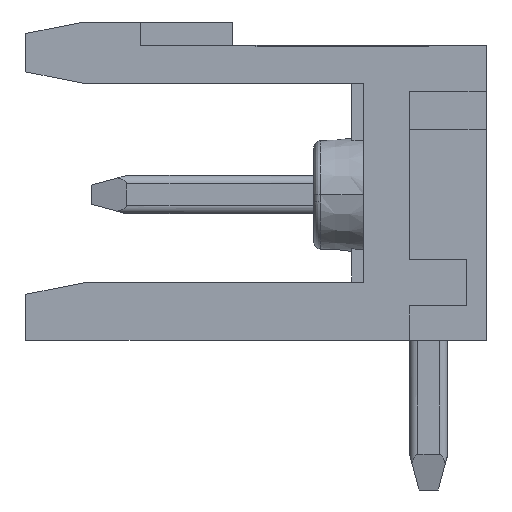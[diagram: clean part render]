
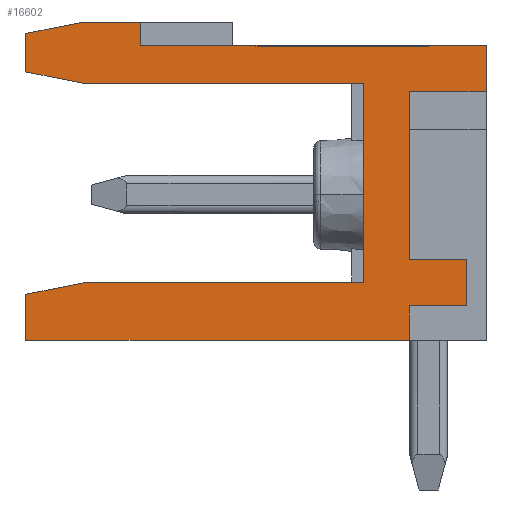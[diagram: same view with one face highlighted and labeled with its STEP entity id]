
A CAD part, left-side view. The second image highlights one B-rep face of the part: STEP entity #16602.
In plain terms, the highlighted planar face has unit normal (-1, 0, 0).
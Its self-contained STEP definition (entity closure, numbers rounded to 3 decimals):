
#2003=CARTESIAN_POINT('',(-47.05,0.,-1.8));
#2004=VERTEX_POINT('',#2003);
#2014=CARTESIAN_POINT('',(-47.05,2.,-1.8));
#2015=VERTEX_POINT('',#2014);
#2016=CARTESIAN_POINT('',(-47.05,0.,-1.8));
#2017=DIRECTION('',(0.,1.,0.));
#2018=VECTOR('',#2017,2.);
#2019=LINE('',#2016,#2018);
#2020=EDGE_CURVE('',#2004,#2015,#2019,.T.);
#4120=CARTESIAN_POINT('',(-47.05,0.5,-7.4));
#4121=VERTEX_POINT('',#4120);
#4131=CARTESIAN_POINT('',(-47.05,2.,-7.4));
#4132=VERTEX_POINT('',#4131);
#4133=CARTESIAN_POINT('',(-47.05,0.5,-7.4));
#4134=DIRECTION('',(0.,1.,0.));
#4135=VECTOR('',#4134,1.5);
#4136=LINE('',#4133,#4135);
#4137=EDGE_CURVE('',#4121,#4132,#4136,.T.);
#4157=CARTESIAN_POINT('',(-47.05,2.,-6.2));
#4158=VERTEX_POINT('',#4157);
#4168=CARTESIAN_POINT('',(-47.05,0.5,-6.2));
#4169=VERTEX_POINT('',#4168);
#4170=CARTESIAN_POINT('',(-47.05,2.,-6.2));
#4171=DIRECTION('',(0.,-1.,0.));
#4172=VECTOR('',#4171,1.5);
#4173=LINE('',#4170,#4172);
#4174=EDGE_CURVE('',#4158,#4169,#4173,.T.);
#4194=CARTESIAN_POINT('',(-47.05,0.5,-6.2));
#4195=DIRECTION('',(0.,0.,-1.));
#4196=VECTOR('',#4195,1.2);
#4197=LINE('',#4194,#4196);
#4198=EDGE_CURVE('',#4169,#4121,#4197,.T.);
#4830=CARTESIAN_POINT('',(-47.05,10.5,-1.6));
#4831=VERTEX_POINT('',#4830);
#4841=CARTESIAN_POINT('',(-47.05,12.,-1.3));
#4842=VERTEX_POINT('',#4841);
#4843=CARTESIAN_POINT('',(-47.05,10.5,-1.6));
#4844=DIRECTION('',(0.,0.981,0.196));
#4845=VECTOR('',#4844,1.53);
#4846=LINE('',#4843,#4845);
#4847=EDGE_CURVE('',#4831,#4842,#4846,.T.);
#4868=CARTESIAN_POINT('',(-47.05,12.,-7.1));
#4869=VERTEX_POINT('',#4868);
#4879=CARTESIAN_POINT('',(-47.05,10.5,-6.8));
#4880=VERTEX_POINT('',#4879);
#4881=CARTESIAN_POINT('',(-47.05,12.,-7.1));
#4882=DIRECTION('',(0.,-0.981,0.196));
#4883=VECTOR('',#4882,1.53);
#4884=LINE('',#4881,#4883);
#4885=EDGE_CURVE('',#4869,#4880,#4884,.T.);
#7163=CARTESIAN_POINT('',(-47.05,3.2,-6.8));
#7164=VERTEX_POINT('',#7163);
#7174=CARTESIAN_POINT('',(-47.05,3.2,-1.6));
#7175=VERTEX_POINT('',#7174);
#7176=CARTESIAN_POINT('',(-47.05,3.2,-6.8));
#7177=DIRECTION('',(0.,0.,1.));
#7178=VECTOR('',#7177,5.2);
#7179=LINE('',#7176,#7178);
#7180=EDGE_CURVE('',#7164,#7175,#7179,.T.);
#7252=CARTESIAN_POINT('',(-47.05,10.5,-6.8));
#7253=DIRECTION('',(0.,-1.,0.));
#7254=VECTOR('',#7253,7.3);
#7255=LINE('',#7252,#7254);
#7256=EDGE_CURVE('',#4880,#7164,#7255,.T.);
#16452=CARTESIAN_POINT('',(-47.05,2.,-8.3));
#16453=VERTEX_POINT('',#16452);
#16454=CARTESIAN_POINT('',(-47.05,2.,-7.4));
#16455=DIRECTION('',(0.,0.,-1.));
#16456=VECTOR('',#16455,0.9);
#16457=LINE('',#16454,#16456);
#16458=EDGE_CURVE('',#4132,#16453,#16457,.T.);
#16481=CARTESIAN_POINT('',(-47.05,2.,-1.8));
#16482=DIRECTION('',(0.,0.,-1.));
#16483=VECTOR('',#16482,4.4);
#16484=LINE('',#16481,#16483);
#16485=EDGE_CURVE('',#2015,#4158,#16484,.T.);
#16496=CARTESIAN_POINT('',(-47.05,9.,0.));
#16497=VERTEX_POINT('',#16496);
#16507=CARTESIAN_POINT('',(-47.05,9.,-0.6));
#16508=VERTEX_POINT('',#16507);
#16509=CARTESIAN_POINT('',(-47.05,9.,0.));
#16510=DIRECTION('',(0.,0.,-1.));
#16511=VECTOR('',#16510,0.6);
#16512=LINE('',#16509,#16511);
#16513=EDGE_CURVE('',#16497,#16508,#16512,.T.);
#16528=CARTESIAN_POINT('',(-47.05,3.116,-1.7));
#16529=DIRECTION('',(0.,0.,1.));
#16530=DIRECTION('',(-1.,0.,0.));
#16531=AXIS2_PLACEMENT_3D('',#16528,#16530,#16529);
#16532=PLANE('',#16531);
#16533=CARTESIAN_POINT('',(-47.05,0.,-0.6));
#16534=VERTEX_POINT('',#16533);
#16535=CARTESIAN_POINT('',(-47.05,0.,-0.6));
#16536=DIRECTION('',(0.,1.,0.));
#16537=VECTOR('',#16536,9.);
#16538=LINE('',#16535,#16537);
#16539=EDGE_CURVE('',#16534,#16508,#16538,.T.);
#16540=ORIENTED_EDGE('',*,*,#16539,.T.);
#16541=ORIENTED_EDGE('',*,*,#16513,.F.);
#16542=CARTESIAN_POINT('',(-47.05,10.5,0.));
#16543=VERTEX_POINT('',#16542);
#16544=CARTESIAN_POINT('',(-47.05,9.,0.));
#16545=DIRECTION('',(0.,1.,0.));
#16546=VECTOR('',#16545,1.5);
#16547=LINE('',#16544,#16546);
#16548=EDGE_CURVE('',#16497,#16543,#16547,.T.);
#16549=ORIENTED_EDGE('',*,*,#16548,.T.);
#16550=CARTESIAN_POINT('',(-47.05,12.,-0.3));
#16551=VERTEX_POINT('',#16550);
#16552=CARTESIAN_POINT('',(-47.05,10.5,0.));
#16553=DIRECTION('',(0.,0.981,-0.196));
#16554=VECTOR('',#16553,1.53);
#16555=LINE('',#16552,#16554);
#16556=EDGE_CURVE('',#16543,#16551,#16555,.T.);
#16557=ORIENTED_EDGE('',*,*,#16556,.T.);
#16558=CARTESIAN_POINT('',(-47.05,12.,-0.3));
#16559=DIRECTION('',(0.,0.,-1.));
#16560=VECTOR('',#16559,1.);
#16561=LINE('',#16558,#16560);
#16562=EDGE_CURVE('',#16551,#4842,#16561,.T.);
#16563=ORIENTED_EDGE('',*,*,#16562,.T.);
#16564=ORIENTED_EDGE('',*,*,#4847,.F.);
#16565=CARTESIAN_POINT('',(-47.05,10.5,-1.6));
#16566=DIRECTION('',(0.,-1.,0.));
#16567=VECTOR('',#16566,7.3);
#16568=LINE('',#16565,#16567);
#16569=EDGE_CURVE('',#4831,#7175,#16568,.T.);
#16570=ORIENTED_EDGE('',*,*,#16569,.T.);
#16571=ORIENTED_EDGE('',*,*,#7180,.F.);
#16572=ORIENTED_EDGE('',*,*,#7256,.F.);
#16573=ORIENTED_EDGE('',*,*,#4885,.F.);
#16574=CARTESIAN_POINT('',(-47.05,12.,-8.3));
#16575=VERTEX_POINT('',#16574);
#16576=CARTESIAN_POINT('',(-47.05,12.,-7.1));
#16577=DIRECTION('',(0.,0.,-1.));
#16578=VECTOR('',#16577,1.2);
#16579=LINE('',#16576,#16578);
#16580=EDGE_CURVE('',#4869,#16575,#16579,.T.);
#16581=ORIENTED_EDGE('',*,*,#16580,.T.);
#16582=CARTESIAN_POINT('',(-47.05,12.,-8.3));
#16583=DIRECTION('',(0.,-1.,0.));
#16584=VECTOR('',#16583,10.);
#16585=LINE('',#16582,#16584);
#16586=EDGE_CURVE('',#16575,#16453,#16585,.T.);
#16587=ORIENTED_EDGE('',*,*,#16586,.T.);
#16588=ORIENTED_EDGE('',*,*,#16458,.F.);
#16589=ORIENTED_EDGE('',*,*,#4137,.F.);
#16590=ORIENTED_EDGE('',*,*,#4198,.F.);
#16591=ORIENTED_EDGE('',*,*,#4174,.F.);
#16592=ORIENTED_EDGE('',*,*,#16485,.F.);
#16593=ORIENTED_EDGE('',*,*,#2020,.F.);
#16594=CARTESIAN_POINT('',(-47.05,0.,-1.8));
#16595=DIRECTION('',(0.,0.,1.));
#16596=VECTOR('',#16595,1.2);
#16597=LINE('',#16594,#16596);
#16598=EDGE_CURVE('',#2004,#16534,#16597,.T.);
#16599=ORIENTED_EDGE('',*,*,#16598,.T.);
#16600=EDGE_LOOP('',(#16540,#16541,#16549,#16557,#16563,#16564,#16570,#16571,#16572,#16573,#16581,#16587,#16588,#16589,#16590,#16591,#16592,#16593,#16599));
#16601=FACE_OUTER_BOUND('',#16600,.T.);
#16602=ADVANCED_FACE('',(#16601),#16532,.T.);
